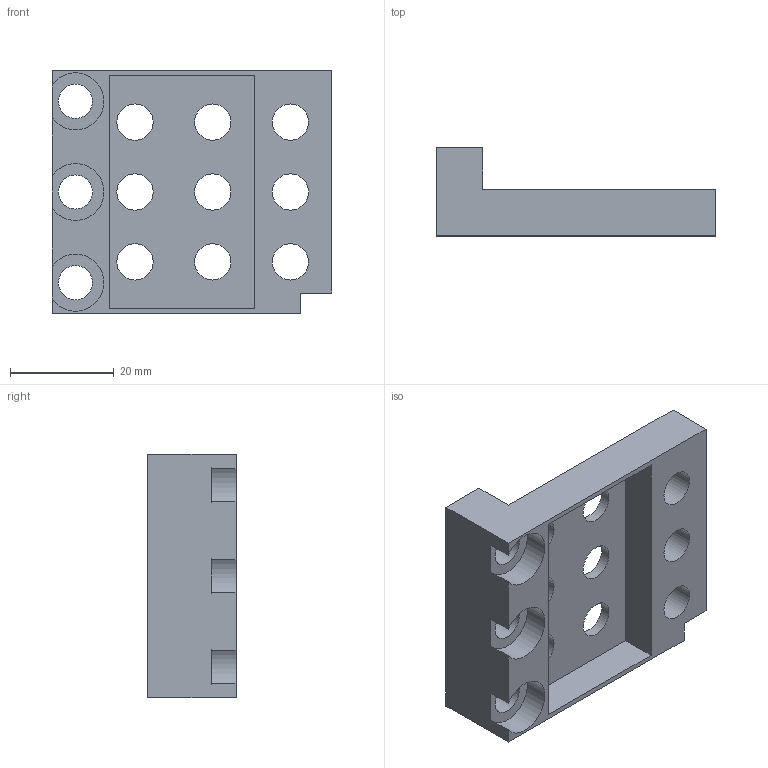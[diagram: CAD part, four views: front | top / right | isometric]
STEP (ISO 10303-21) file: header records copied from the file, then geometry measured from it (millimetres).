
FILE_DESCRIPTION(/* description */ (''),/* implementation_level */ '2;1');
FILE_NAME(/* name */ 'Rotoforgewireguidearmbracket v12.step',/* time_stamp */ '2025-11-15T13:47:01-08:00',/* author */ (''),/* organization */ (''),/* preprocessor_version */ 'ST-DEVELOPER v20.1',/* originating_system */ 'Autodesk Translation Framework v14.17.0.0',/* authorisation */ '');
FILE_SCHEMA (('AUTOMOTIVE_DESIGN { 1 0 10303 214 3 1 1 }'));
Length unit declared in the file: millimetre
Products named in the file (1): Rotoforgewireguidearmbracket
Bounding box: 54 x 17 x 47 mm (x, y, z)
Volume: 12927.5 mm3; surface area: 10268.5 mm2
Topology: 1 solids, 1 shells, 189 faces, 550 edges, 364 vertices
Faces by surface type: cylinder 155, plane 22, bspline 8, cone 4
Full cylindrical faces by diameter (mm): 2.529 x33, 3.086 x16, 6.6 x3, 7 x9
Entity records: 14445 total; most frequent: CARTESIAN_POINT 9946, ORIENTED_EDGE 1092, DIRECTION 668, EDGE_CURVE 546, VERTEX_POINT 364, B_SPLINE_CURVE_WITH_KNOTS 296, AXIS2_PLACEMENT_3D 236, EDGE_LOOP 218
